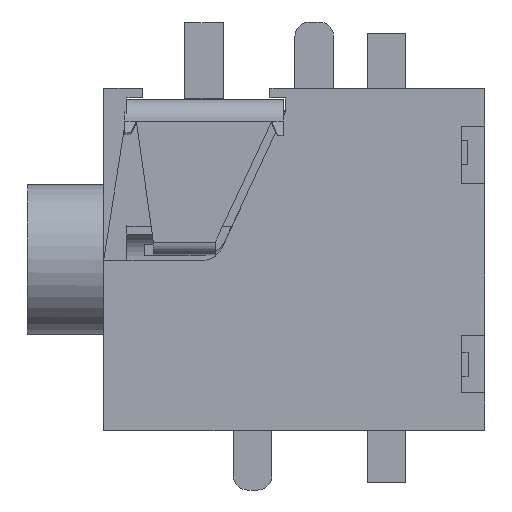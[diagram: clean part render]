
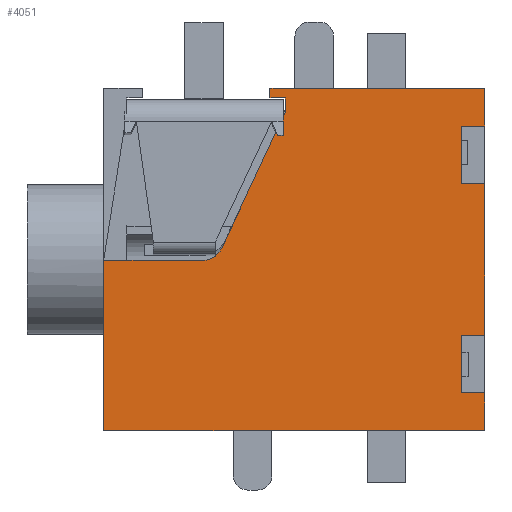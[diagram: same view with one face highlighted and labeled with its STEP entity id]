
A CAD part, front view. The second image highlights one B-rep face of the part: STEP entity #4051.
In plain terms, the highlighted planar face has unit normal (0, -1, 0).
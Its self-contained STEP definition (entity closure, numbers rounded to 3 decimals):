
#2206 = VECTOR ( 'NONE', #2258, 1000. ) ;
#2207 = CARTESIAN_POINT ( 'NONE',  ( 0.042, -2.381, 4.668 ) ) ;
#2208 = LINE ( 'NONE', #2207, #2206 ) ;
#2209 = CARTESIAN_POINT ( 'NONE',  ( 0.449, -2.381, 4.668 ) ) ;
#2210 = DIRECTION ( 'NONE',  ( 0., 0., 1. ) ) ;
#2211 = VECTOR ( 'NONE', #2210, 1000. ) ;
#2212 = CARTESIAN_POINT ( 'NONE',  ( 0.449, -2.381, 4.313 ) ) ;
#2213 = LINE ( 'NONE', #2212, #2211 ) ;
#2214 = CARTESIAN_POINT ( 'NONE',  ( 0.042, -2.381, 4.668 ) ) ;
#2258 = DIRECTION ( 'NONE',  ( 1., 0., 0. ) ) ;
#3002 = VERTEX_POINT ( 'NONE', #13259 ) ;
#3003 = EDGE_CURVE ( 'NONE', #3002, #5095, #13258, .T. ) ;
#3004 = EDGE_CURVE ( 'NONE', #3002, #4109, #13254, .T. ) ;
#3785 = EDGE_CURVE ( 'NONE', #3826, #3834, #15589, .T. ) ;
#3820 = VERTEX_POINT ( 'NONE', #15717 ) ;
#3826 = VERTEX_POINT ( 'NONE', #15715 ) ;
#3834 = VERTEX_POINT ( 'NONE', #15744 ) ;
#3874 = EDGE_CURVE ( 'NONE', #3834, #3820, #15889, .T. ) ;
#3882 = VERTEX_POINT ( 'NONE', #15916 ) ;
#3904 = EDGE_CURVE ( 'NONE', #3820, #3882, #15963, .T. ) ;
#4048 = ORIENTED_EDGE ( 'NONE', *, *, #3904, .F. ) ;
#4049 = ORIENTED_EDGE ( 'NONE', *, *, #3874, .F. ) ;
#4051 = ADVANCED_FACE ( 'NONE', ( #16361 ), #16345, .T. ) ;
#4052 = EDGE_LOOP ( 'NONE', ( #4048, #4049, #4097, #4122, #4127, #4114, #4112, #4098, #4119, #4116, #4100, #4106, #4124, #4110, #4105, #5762, #5097, #5100 ) ) ;
#4097 = ORIENTED_EDGE ( 'NONE', *, *, #3785, .F. ) ;
#4098 = ORIENTED_EDGE ( 'NONE', *, *, #4120, .F. ) ;
#4099 = EDGE_CURVE ( 'NONE', #4104, #4103, #16495, .T. ) ;
#4100 = ORIENTED_EDGE ( 'NONE', *, *, #4099, .F. ) ;
#4101 = VERTEX_POINT ( 'NONE', #16490 ) ;
#4102 = EDGE_CURVE ( 'NONE', #4103, #4118, #16489, .T. ) ;
#4103 = VERTEX_POINT ( 'NONE', #16485 ) ;
#4104 = VERTEX_POINT ( 'NONE', #16484 ) ;
#4105 = ORIENTED_EDGE ( 'NONE', *, *, #3004, .F. ) ;
#4106 = ORIENTED_EDGE ( 'NONE', *, *, #4107, .F. ) ;
#4107 = EDGE_CURVE ( 'NONE', #4101, #4104, #16483, .T. ) ;
#4108 = EDGE_CURVE ( 'NONE', #4109, #4125, #16479, .T. ) ;
#4109 = VERTEX_POINT ( 'NONE', #16475 ) ;
#4110 = ORIENTED_EDGE ( 'NONE', *, *, #4108, .F. ) ;
#4111 = EDGE_CURVE ( 'NONE', #4113, #4128, #16474, .T. ) ;
#4112 = ORIENTED_EDGE ( 'NONE', *, *, #4111, .F. ) ;
#4113 = VERTEX_POINT ( 'NONE', #16470 ) ;
#4114 = ORIENTED_EDGE ( 'NONE', *, *, #4115, .F. ) ;
#4115 = EDGE_CURVE ( 'NONE', #4128, #4131, #16468, .T. ) ;
#4116 = ORIENTED_EDGE ( 'NONE', *, *, #4102, .F. ) ;
#4117 = EDGE_CURVE ( 'NONE', #4121, #4118, #16535, .T. ) ;
#4118 = VERTEX_POINT ( 'NONE', #16531 ) ;
#4119 = ORIENTED_EDGE ( 'NONE', *, *, #4117, .T. ) ;
#4120 = EDGE_CURVE ( 'NONE', #4121, #4113, #16530, .T. ) ;
#4121 = VERTEX_POINT ( 'NONE', #16526 ) ;
#4122 = ORIENTED_EDGE ( 'NONE', *, *, #4129, .F. ) ;
#4123 = EDGE_CURVE ( 'NONE', #4101, #4125, #16525, .T. ) ;
#4124 = ORIENTED_EDGE ( 'NONE', *, *, #4123, .T. ) ;
#4125 = VERTEX_POINT ( 'NONE', #16521 ) ;
#4126 = EDGE_CURVE ( 'NONE', #4131, #4130, #16520, .T. ) ;
#4127 = ORIENTED_EDGE ( 'NONE', *, *, #4126, .F. ) ;
#4128 = VERTEX_POINT ( 'NONE', #16516 ) ;
#4129 = EDGE_CURVE ( 'NONE', #4130, #3826, #16515, .T. ) ;
#4130 = VERTEX_POINT ( 'NONE', #16511 ) ;
#4131 = VERTEX_POINT ( 'NONE', #16510 ) ;
#5095 = VERTEX_POINT ( 'NONE', #2214 ) ;
#5096 = EDGE_CURVE ( 'NONE', #3882, #5098, #2213, .T. ) ;
#5097 = ORIENTED_EDGE ( 'NONE', *, *, #5099, .T. ) ;
#5098 = VERTEX_POINT ( 'NONE', #2209 ) ;
#5099 = EDGE_CURVE ( 'NONE', #5095, #5098, #2208, .T. ) ;
#5100 = ORIENTED_EDGE ( 'NONE', *, *, #5096, .F. ) ;
#5762 = ORIENTED_EDGE ( 'NONE', *, *, #3003, .T. ) ;
#7709 = DIRECTION ( 'NONE',  ( 0., 0., -1. ) ) ;
#13254 = LINE ( 'NONE', #13301, #13300 ) ;
#13255 = DIRECTION ( 'NONE',  ( 0., 0., -1. ) ) ;
#13256 = VECTOR ( 'NONE', #13255, 1000. ) ;
#13257 = CARTESIAN_POINT ( 'NONE',  ( 0.042, -2.381, 4.922 ) ) ;
#13258 = LINE ( 'NONE', #13257, #13256 ) ;
#13259 = CARTESIAN_POINT ( 'NONE',  ( 0.042, -2.381, 4.922 ) ) ;
#13299 = DIRECTION ( 'NONE',  ( 1., 0., 0. ) ) ;
#13300 = VECTOR ( 'NONE', #13299, 1000. ) ;
#13301 = CARTESIAN_POINT ( 'NONE',  ( -4.327, -2.381, 4.922 ) ) ;
#15586 = DIRECTION ( 'NONE',  ( 1., 0., 0. ) ) ;
#15587 = VECTOR ( 'NONE', #15586, 1000. ) ;
#15588 = CARTESIAN_POINT ( 'NONE',  ( -1.729, -2.381, 0.401 ) ) ;
#15589 = LINE ( 'NONE', #15588, #15587 ) ;
#15715 = CARTESIAN_POINT ( 'NONE',  ( -4.327, -2.381, 0.401 ) ) ;
#15717 = CARTESIAN_POINT ( 'NONE',  ( -1.226, -2.381, 0.721 ) ) ;
#15744 = CARTESIAN_POINT ( 'NONE',  ( -1.729, -2.381, 0.401 ) ) ;
#15844 = CARTESIAN_POINT ( 'NONE',  ( -1.729, -2.381, 0.955 ) ) ;
#15886 = DIRECTION ( 'NONE',  ( 0., 0., 1. ) ) ;
#15887 = DIRECTION ( 'NONE',  ( 0., -1., 0. ) ) ;
#15888 = AXIS2_PLACEMENT_3D ( 'NONE', #15844, #15887, #15886 ) ;
#15889 = CIRCLE ( 'NONE', #15888, 0.554 ) ;
#15916 = CARTESIAN_POINT ( 'NONE',  ( 0.449, -2.381, 4.313 ) ) ;
#15960 = DIRECTION ( 'NONE',  ( 0.423, 0., 0.906 ) ) ;
#15961 = VECTOR ( 'NONE', #15960, 1000. ) ;
#15962 = CARTESIAN_POINT ( 'NONE',  ( 0.449, -2.381, 4.313 ) ) ;
#15963 = LINE ( 'NONE', #15962, #15961 ) ;
#16345 = PLANE ( 'NONE',  #16346 ) ;
#16346 = AXIS2_PLACEMENT_3D ( 'NONE', #16403, #16402, #16401 ) ;
#16361 = FACE_OUTER_BOUND ( 'NONE', #4052, .T. ) ;
#16401 = DIRECTION ( 'NONE',  ( 0., 0., -1. ) ) ;
#16402 = DIRECTION ( 'NONE',  ( 0., -1., 0. ) ) ;
#16403 = CARTESIAN_POINT ( 'NONE',  ( 5.681, -2.381, 4.922 ) ) ;
#16466 = VECTOR ( 'NONE', #7709, 1000. ) ;
#16467 = CARTESIAN_POINT ( 'NONE',  ( 5.681, -2.381, -4.069 ) ) ;
#16468 = LINE ( 'NONE', #16467, #16466 ) ;
#16470 = CARTESIAN_POINT ( 'NONE',  ( 5.071, -2.381, -3.079 ) ) ;
#16471 = DIRECTION ( 'NONE',  ( 1., 0., 0. ) ) ;
#16472 = VECTOR ( 'NONE', #16471, 1000. ) ;
#16473 = CARTESIAN_POINT ( 'NONE',  ( 5.071, -2.381, -3.079 ) ) ;
#16474 = LINE ( 'NONE', #16473, #16472 ) ;
#16475 = CARTESIAN_POINT ( 'NONE',  ( 5.681, -2.381, 4.922 ) ) ;
#16476 = DIRECTION ( 'NONE',  ( 0., 0., -1. ) ) ;
#16477 = VECTOR ( 'NONE', #16476, 1000. ) ;
#16478 = CARTESIAN_POINT ( 'NONE',  ( 5.681, -2.381, -4.069 ) ) ;
#16479 = LINE ( 'NONE', #16478, #16477 ) ;
#16480 = DIRECTION ( 'NONE',  ( 0., 0., -1. ) ) ;
#16481 = VECTOR ( 'NONE', #16480, 1000. ) ;
#16482 = CARTESIAN_POINT ( 'NONE',  ( 5.071, -2.381, 2.42 ) ) ;
#16483 = LINE ( 'NONE', #16482, #16481 ) ;
#16484 = CARTESIAN_POINT ( 'NONE',  ( 5.071, -2.381, 2.42 ) ) ;
#16485 = CARTESIAN_POINT ( 'NONE',  ( 5.681, -2.381, 2.42 ) ) ;
#16486 = DIRECTION ( 'NONE',  ( 0., 0., -1. ) ) ;
#16487 = VECTOR ( 'NONE', #16486, 1000. ) ;
#16488 = CARTESIAN_POINT ( 'NONE',  ( 5.681, -2.381, -4.069 ) ) ;
#16489 = LINE ( 'NONE', #16488, #16487 ) ;
#16490 = CARTESIAN_POINT ( 'NONE',  ( 5.071, -2.381, 3.932 ) ) ;
#16491 = DIRECTION ( 'NONE',  ( 1., 0., 0. ) ) ;
#16492 = VECTOR ( 'NONE', #16491, 1000. ) ;
#16493 = CARTESIAN_POINT ( 'NONE',  ( 5.071, -2.381, 2.42 ) ) ;
#16495 = LINE ( 'NONE', #16493, #16492 ) ;
#16510 = CARTESIAN_POINT ( 'NONE',  ( 5.681, -2.381, -4.069 ) ) ;
#16511 = CARTESIAN_POINT ( 'NONE',  ( -4.327, -2.381, -4.069 ) ) ;
#16512 = DIRECTION ( 'NONE',  ( 0., 0., 1. ) ) ;
#16513 = VECTOR ( 'NONE', #16512, 1000. ) ;
#16514 = CARTESIAN_POINT ( 'NONE',  ( -4.327, -2.381, 4.922 ) ) ;
#16515 = LINE ( 'NONE', #16514, #16513 ) ;
#16516 = CARTESIAN_POINT ( 'NONE',  ( 5.681, -2.381, -3.079 ) ) ;
#16517 = DIRECTION ( 'NONE',  ( -1., 0., 0. ) ) ;
#16518 = VECTOR ( 'NONE', #16517, 1000. ) ;
#16519 = CARTESIAN_POINT ( 'NONE',  ( -4.327, -2.381, -4.069 ) ) ;
#16520 = LINE ( 'NONE', #16519, #16518 ) ;
#16521 = CARTESIAN_POINT ( 'NONE',  ( 5.681, -2.381, 3.932 ) ) ;
#16522 = DIRECTION ( 'NONE',  ( 1., 0., 0. ) ) ;
#16523 = VECTOR ( 'NONE', #16522, 1000. ) ;
#16524 = CARTESIAN_POINT ( 'NONE',  ( 5.071, -2.381, 3.932 ) ) ;
#16525 = LINE ( 'NONE', #16524, #16523 ) ;
#16526 = CARTESIAN_POINT ( 'NONE',  ( 5.071, -2.381, -1.567 ) ) ;
#16527 = DIRECTION ( 'NONE',  ( 0., 0., -1. ) ) ;
#16528 = VECTOR ( 'NONE', #16527, 1000. ) ;
#16529 = CARTESIAN_POINT ( 'NONE',  ( 5.071, -2.381, -3.079 ) ) ;
#16530 = LINE ( 'NONE', #16529, #16528 ) ;
#16531 = CARTESIAN_POINT ( 'NONE',  ( 5.681, -2.381, -1.567 ) ) ;
#16532 = DIRECTION ( 'NONE',  ( 1., 0., 0. ) ) ;
#16533 = VECTOR ( 'NONE', #16532, 1000. ) ;
#16534 = CARTESIAN_POINT ( 'NONE',  ( 5.071, -2.381, -1.567 ) ) ;
#16535 = LINE ( 'NONE', #16534, #16533 ) ;
